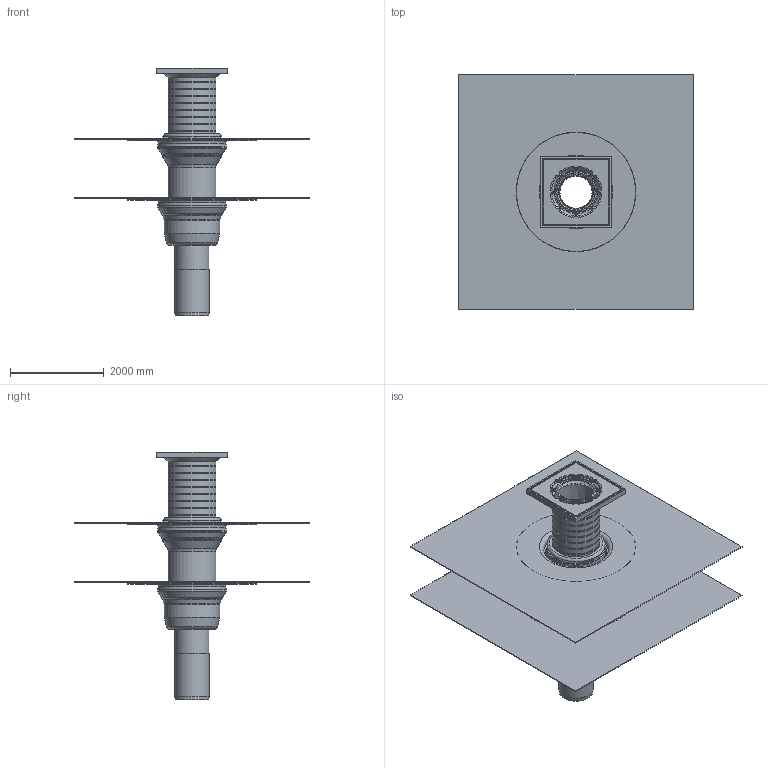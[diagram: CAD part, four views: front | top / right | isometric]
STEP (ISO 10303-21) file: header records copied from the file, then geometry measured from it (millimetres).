
FILE_DESCRIPTION(/* description */ (''),/* implementation_level */ '2;1');
FILE_NAME(/* name */ '16287.070X_3D.stp',/* time_stamp */ '2025-01-06T10:02:29+01:00',/* author */ ('c.rudolph'),/* organization */ (''),/* preprocessor_version */ 'ST-DEVELOPER v20',/* originating_system */ 'AutoCAD Mechanical',/* authorisation */ '');
FILE_SCHEMA (('AUTOMOTIVE_DESIGN { 1 0 10303 214 3 1 1 }'));
Length unit declared in the file: centimetre
Products named in the file (2): Product; *S0
Assembly tree (1 placements, depth 2):
  Product
    *S0
Bounding box: 5000 x 5000 x 5276.83 mm (x, y, z)
Volume: 1635252599.3 mm3; surface area: 180166454 mm2
Topology: 15 solids, 17 shells, 527 faces, 1233 edges, 780 vertices
Faces by surface type: plane 161, cylinder 156, torus 136, cone 66, sphere 8
Full cylindrical faces by diameter (mm): 35 x4, 80 x4, 698 x2, 730 x3, 750 x1, 780 x1, 960 x1, 980 x1, 1010 x8, 1020 x10, 1024 x1, 1140 x1, 1150 x2, 1160 x4, 1180 x1, 1200 x6, 1400 x4, 1430 x4, 1460 x2
Entity records: 15826 total; most frequent: CARTESIAN_POINT 3031, DIRECTION 2983, ORIENTED_EDGE 2464, AXIS2_PLACEMENT_3D 1284, EDGE_CURVE 1232, VERTEX_POINT 778, CIRCLE 738, EDGE_LOOP 616
